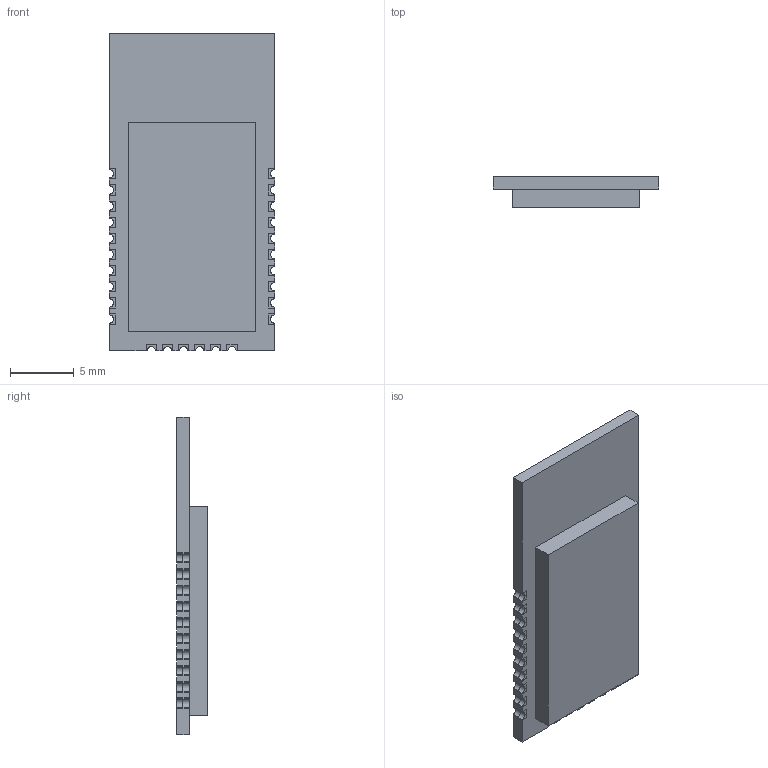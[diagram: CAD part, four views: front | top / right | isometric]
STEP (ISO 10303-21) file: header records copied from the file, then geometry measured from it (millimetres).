
FILE_DESCRIPTION (( 'STEP AP214' ), '1' );
FILE_NAME ('CDEBYTE E104-BT20.STEP', '2021-08-15T03:16:59', ( '' ), ( '' ), 'SwSTEP 2.0', 'SolidWorks 2021', '' );
FILE_SCHEMA (( 'AUTOMOTIVE_DESIGN' ));
Length unit declared in the file: millimetre
Products named in the file (1): CDEBYTE E104-BT20
Bounding box: 13 x 2.42 x 25 mm (x, y, z)
Volume: 555 mm3; surface area: 954.9 mm2
Topology: 53 solids, 53 shells, 589 faces, 1446 edges, 964 vertices
Faces by surface type: plane 531, cylinder 58
Entity records: 23857 total; most frequent: CARTESIAN_POINT 3000, ORIENTED_EDGE 2892, DIRECTION 2742, EDGE_CURVE 1446, LINE 1330, VECTOR 1330, VERTEX_POINT 964, AXIS2_PLACEMENT_3D 706
